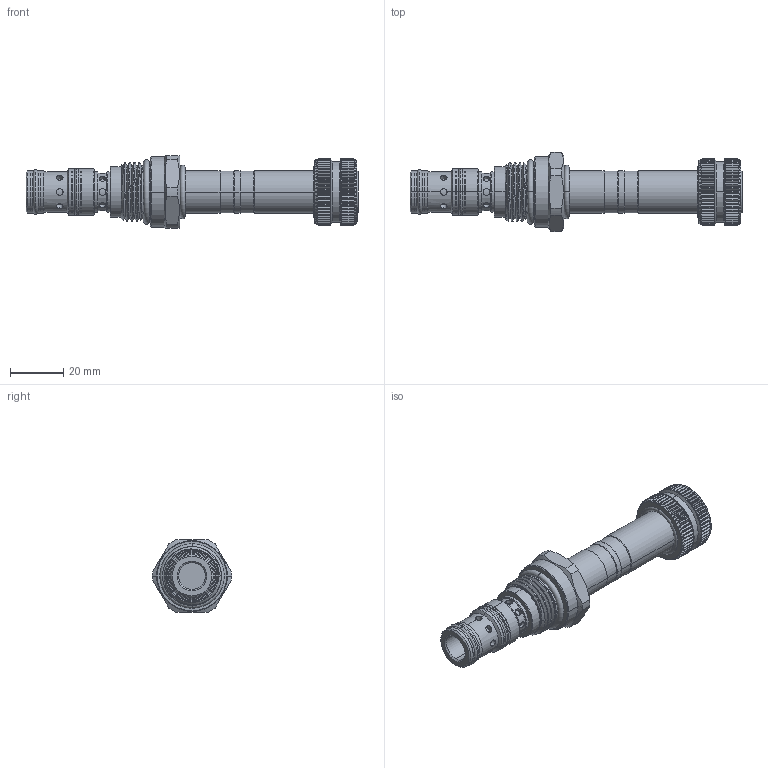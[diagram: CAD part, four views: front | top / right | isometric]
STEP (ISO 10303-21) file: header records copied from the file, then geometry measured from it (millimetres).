
FILE_DESCRIPTION (( 'STEP AP203' ), '1' );
FILE_NAME ('ES10W3C11N04.STEP', '2020-04-09T05:53:24', ( '' ), ( '' ), 'SwSTEP 2.0', 'SolidWorks 2018', '' );
FILE_SCHEMA (( 'CONFIG_CONTROL_DESIGN' ));
Length unit declared in the file: millimetre
Products named in the file (1): ES10W3C11N04
Bounding box: 124.15 x 29.6 x 27 mm (x, y, z)
Volume: 34025.6 mm3; surface area: 12520.3 mm2
Topology: 5 solids, 5 shells, 1078 faces, 2809 edges, 1776 vertices
Faces by surface type: cylinder 454, plane 442, cone 158, torus 16, bspline 8
Entity records: 37557 total; most frequent: CARTESIAN_POINT 11961, ORIENTED_EDGE 5614, DIRECTION 5032, EDGE_CURVE 2807, AXIS2_PLACEMENT_3D 1944, VERTEX_POINT 1776, LINE 1144, VECTOR 1144
